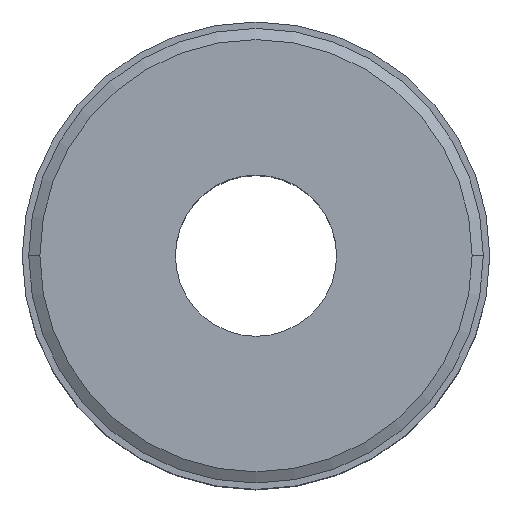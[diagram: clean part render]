
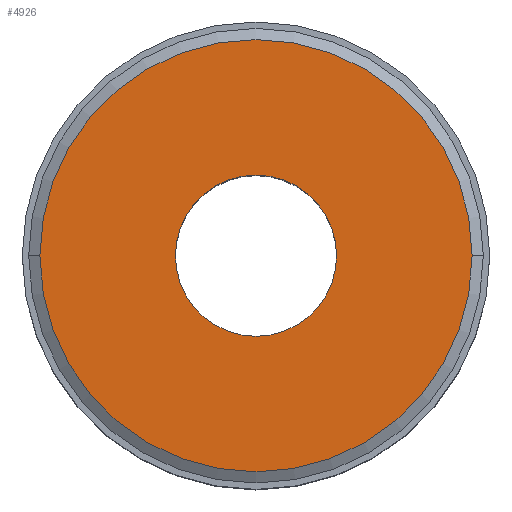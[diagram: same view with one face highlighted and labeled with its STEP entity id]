
A CAD part, top view. The second image highlights one B-rep face of the part: STEP entity #4926.
In plain terms, the highlighted planar face has unit normal (0, 0, 1).
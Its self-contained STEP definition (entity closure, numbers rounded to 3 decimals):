
#450 = CARTESIAN_POINT ( 'NONE',  ( 0., 0., 5. ) ) ;
#451 = DIRECTION ( 'NONE',  ( 0., 0., 1. ) ) ;
#452 = DIRECTION ( 'NONE',  ( 1., 0., 0. ) ) ;
#455 = CARTESIAN_POINT ( 'NONE',  ( 0., 0., 5. ) ) ;
#456 = DIRECTION ( 'NONE',  ( 0., 0., 1. ) ) ;
#457 = DIRECTION ( 'NONE',  ( -1., 0., 0. ) ) ;
#498 = CARTESIAN_POINT ( 'NONE',  ( 0., 0., 5. ) ) ;
#499 = DIRECTION ( 'NONE',  ( 0., 0., 1. ) ) ;
#500 = DIRECTION ( 'NONE',  ( 1., 0., 0. ) ) ;
#503 = CARTESIAN_POINT ( 'NONE',  ( 0., 0., 5. ) ) ;
#504 = DIRECTION ( 'NONE',  ( 0., 0., 1. ) ) ;
#505 = DIRECTION ( 'NONE',  ( -1., 0., 0. ) ) ;
#996 = FACE_OUTER_BOUND ( 'NONE', #5022, .T. ) ;
#1003 = FACE_BOUND ( 'NONE', #4743, .T. ) ;
#1066 = CARTESIAN_POINT ( 'NONE',  ( 2.5, 0., 5. ) ) ;
#1067 = CARTESIAN_POINT ( 'NONE',  ( -2.5, 0., 5. ) ) ;
#1070 = CARTESIAN_POINT ( 'NONE',  ( -6.704, 0., 5. ) ) ;
#1071 = CARTESIAN_POINT ( 'NONE',  ( 6.704, 0., 5. ) ) ;
#1562 = DIRECTION ( 'NONE',  ( 0., 0., -1. ) ) ;
#1564 = CARTESIAN_POINT ( 'NONE',  ( 0., 6.704, 5. ) ) ;
#1566 = PLANE ( 'NONE',  #1620 ) ;
#1568 = DIRECTION ( 'NONE',  ( -1., 0., 0. ) ) ;
#1620 = AXIS2_PLACEMENT_3D ( 'NONE', #1564, #1562, #1568 ) ;
#3106 = CIRCLE ( 'NONE', #4237, 6.704 ) ;
#3116 = CIRCLE ( 'NONE', #4238, 2.5 ) ;
#3141 = CIRCLE ( 'NONE', #4249, 6.704 ) ;
#3142 = CIRCLE ( 'NONE', #4250, 2.5 ) ;
#3804 = EDGE_CURVE ( 'NONE', #4637, #4636, #3106, .T. ) ;
#3806 = EDGE_CURVE ( 'NONE', #4633, #4632, #3116, .T. ) ;
#3823 = EDGE_CURVE ( 'NONE', #4636, #4637, #3141, .T. ) ;
#3824 = EDGE_CURVE ( 'NONE', #4632, #4633, #3142, .T. ) ;
#4102 = ORIENTED_EDGE ( 'NONE', *, *, #3823, .T. ) ;
#4103 = ORIENTED_EDGE ( 'NONE', *, *, #3824, .F. ) ;
#4104 = ORIENTED_EDGE ( 'NONE', *, *, #3804, .T. ) ;
#4105 = ORIENTED_EDGE ( 'NONE', *, *, #3806, .F. ) ;
#4237 = AXIS2_PLACEMENT_3D ( 'NONE', #450, #451, #452 ) ;
#4238 = AXIS2_PLACEMENT_3D ( 'NONE', #455, #456, #457 ) ;
#4249 = AXIS2_PLACEMENT_3D ( 'NONE', #498, #499, #500 ) ;
#4250 = AXIS2_PLACEMENT_3D ( 'NONE', #503, #504, #505 ) ;
#4632 = VERTEX_POINT ( 'NONE', #1066 ) ;
#4633 = VERTEX_POINT ( 'NONE', #1067 ) ;
#4636 = VERTEX_POINT ( 'NONE', #1070 ) ;
#4637 = VERTEX_POINT ( 'NONE', #1071 ) ;
#4743 = EDGE_LOOP ( 'NONE', ( #4103, #4105 ) ) ;
#4926 = ADVANCED_FACE ( 'NONE', ( #996, #1003 ), #1566, .F. ) ;
#5022 = EDGE_LOOP ( 'NONE', ( #4102, #4104 ) ) ;
